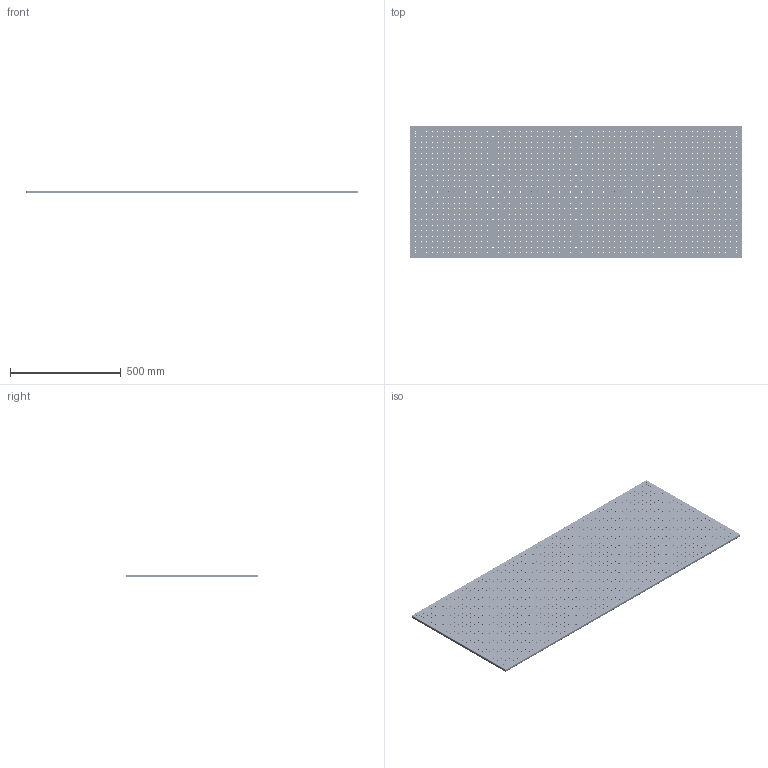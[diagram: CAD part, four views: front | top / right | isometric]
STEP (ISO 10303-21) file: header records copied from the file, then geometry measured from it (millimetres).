
FILE_DESCRIPTION (( 'STEP AP203' ), '1' );
FILE_NAME ('BR0615-1M.STEP', '2016-05-19T09:30:41', ( '' ), ( '' ), 'SwSTEP 2.0', 'SolidWorks 2016', '' );
FILE_SCHEMA (( 'CONFIG_CONTROL_DESIGN' ));
Length unit declared in the file: millimetre
Products named in the file (1): BR0615-1M
Bounding box: 1500 x 600 x 13 mm (x, y, z)
Volume: 11344053.3 mm3; surface area: 2072403.4 mm2
Topology: 1 solids, 1 shells, 2768 faces, 8270 edges, 5508 vertices
Faces by surface type: cylinder 2750, plane 10, torus 8
Entity records: 102111 total; most frequent: DIRECTION 19316, CARTESIAN_POINT 16547, ORIENTED_EDGE 16540, AXIS2_PLACEMENT_3D 8277, EDGE_CURVE 8270, CIRCLE 5508, VERTEX_POINT 5508, EDGE_LOOP 5502
